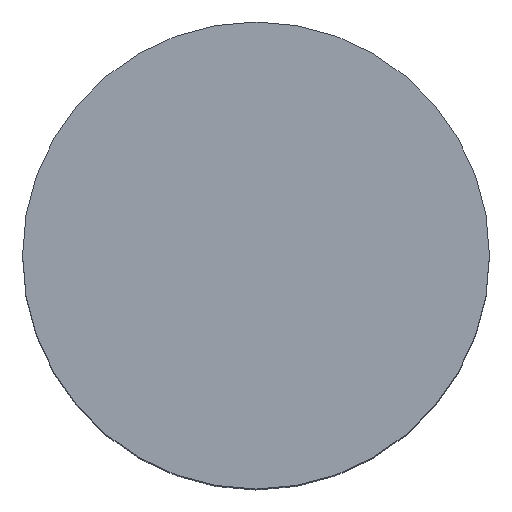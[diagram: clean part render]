
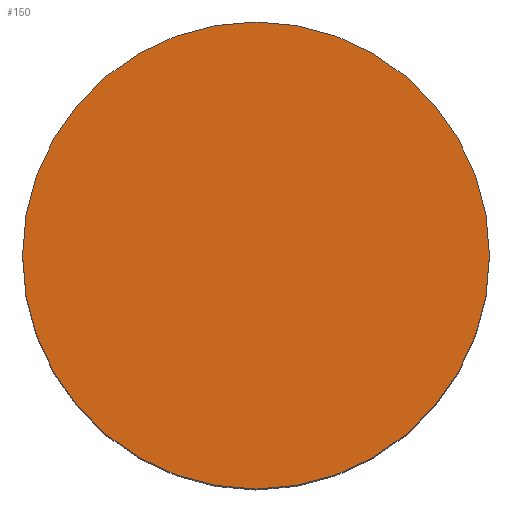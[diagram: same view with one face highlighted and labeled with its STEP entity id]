
A CAD part, top view. The second image highlights one B-rep face of the part: STEP entity #150.
In plain terms, the highlighted planar face has unit normal (0, 0, 1).
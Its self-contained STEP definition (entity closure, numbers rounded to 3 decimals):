
#127=PLANE('',#453);
#131=FACE_OUTER_BOUND('',#261,.T.);
#150=ADVANCED_FACE('',(#131),#127,.F.);
#261=EDGE_LOOP('',(#315));
#315=ORIENTED_EDGE('',*,*,#379,.F.);
#352=VERTEX_POINT('',#639);
#379=EDGE_CURVE('',#352,#352,#406,.T.);
#406=CIRCLE('',#452,40.);
#452=AXIS2_PLACEMENT_3D('',#638,#545,#546);
#453=AXIS2_PLACEMENT_3D('',#640,#547,#548);
#545=DIRECTION('',(0.,0.,-1.));
#546=DIRECTION('',(-1.,0.,0.));
#547=DIRECTION('',(0.,0.,-1.));
#548=DIRECTION('',(-1.,0.,0.));
#638=CARTESIAN_POINT('',(0.,0.,0.));
#639=CARTESIAN_POINT('',(-40.,0.,0.));
#640=CARTESIAN_POINT('',(0.,0.,0.));
